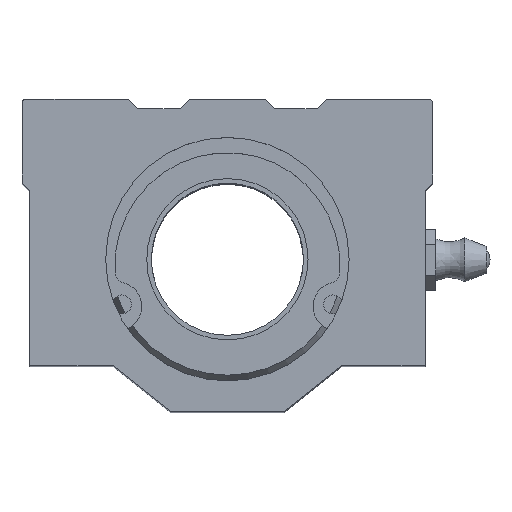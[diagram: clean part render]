
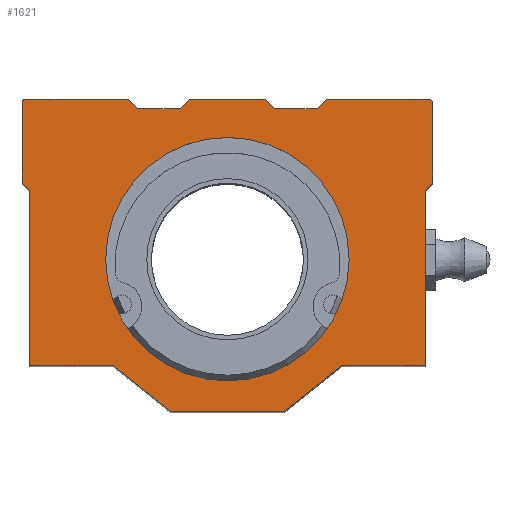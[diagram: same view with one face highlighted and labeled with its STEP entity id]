
A CAD part, top view. The second image highlights one B-rep face of the part: STEP entity #1621.
In plain terms, the highlighted planar face has unit normal (0, 0, 1).
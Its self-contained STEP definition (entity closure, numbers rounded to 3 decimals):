
#98=LINE('',#2728,#190);
#101=LINE('',#2734,#193);
#104=LINE('',#2740,#196);
#107=LINE('',#2750,#199);
#110=LINE('',#2756,#202);
#113=LINE('',#2762,#205);
#116=LINE('',#2768,#208);
#119=LINE('',#2778,#211);
#122=LINE('',#2784,#214);
#125=LINE('',#2790,#217);
#128=LINE('',#2796,#220);
#132=LINE('',#2812,#224);
#135=LINE('',#2818,#227);
#138=LINE('',#2824,#230);
#141=LINE('',#2830,#233);
#144=LINE('',#2836,#236);
#147=LINE('',#2842,#239);
#150=LINE('',#2848,#242);
#153=LINE('',#2854,#245);
#156=LINE('',#2864,#248);
#190=VECTOR('',#2190,1000.);
#193=VECTOR('',#2195,1000.);
#196=VECTOR('',#2200,1000.);
#199=VECTOR('',#2209,1000.);
#202=VECTOR('',#2214,1000.);
#205=VECTOR('',#2219,1000.);
#208=VECTOR('',#2224,1000.);
#211=VECTOR('',#2233,1000.);
#214=VECTOR('',#2238,1000.);
#217=VECTOR('',#2243,1000.);
#220=VECTOR('',#2248,1000.);
#224=VECTOR('',#2264,1000.);
#227=VECTOR('',#2269,1000.);
#230=VECTOR('',#2274,1000.);
#233=VECTOR('',#2279,1000.);
#236=VECTOR('',#2284,1000.);
#239=VECTOR('',#2289,1000.);
#242=VECTOR('',#2294,1000.);
#245=VECTOR('',#2299,1000.);
#248=VECTOR('',#2308,1000.);
#600=ORIENTED_EDGE('',*,*,#759,.T.);
#601=ORIENTED_EDGE('',*,*,#762,.T.);
#602=ORIENTED_EDGE('',*,*,#766,.T.);
#603=ORIENTED_EDGE('',*,*,#769,.T.);
#604=ORIENTED_EDGE('',*,*,#772,.T.);
#605=ORIENTED_EDGE('',*,*,#777,.T.);
#606=ORIENTED_EDGE('',*,*,#780,.T.);
#607=ORIENTED_EDGE('',*,*,#783,.T.);
#608=ORIENTED_EDGE('',*,*,#786,.T.);
#609=ORIENTED_EDGE('',*,*,#791,.T.);
#610=ORIENTED_EDGE('',*,*,#794,.T.);
#611=ORIENTED_EDGE('',*,*,#797,.T.);
#612=ORIENTED_EDGE('',*,*,#800,.T.);
#613=ORIENTED_EDGE('',*,*,#803,.T.);
#614=ORIENTED_EDGE('',*,*,#808,.T.);
#615=ORIENTED_EDGE('',*,*,#811,.T.);
#616=ORIENTED_EDGE('',*,*,#814,.T.);
#617=ORIENTED_EDGE('',*,*,#817,.T.);
#618=ORIENTED_EDGE('',*,*,#820,.T.);
#619=ORIENTED_EDGE('',*,*,#823,.T.);
#620=ORIENTED_EDGE('',*,*,#826,.T.);
#621=ORIENTED_EDGE('',*,*,#829,.T.);
#622=ORIENTED_EDGE('',*,*,#834,.T.);
#759=EDGE_CURVE('',#930,#930,#1055,.T.);
#762=EDGE_CURVE('',#933,#934,#1058,.T.);
#766=EDGE_CURVE('',#934,#937,#98,.T.);
#769=EDGE_CURVE('',#937,#939,#101,.T.);
#772=EDGE_CURVE('',#939,#941,#104,.T.);
#777=EDGE_CURVE('',#941,#945,#107,.T.);
#780=EDGE_CURVE('',#945,#947,#110,.T.);
#783=EDGE_CURVE('',#947,#949,#113,.T.);
#786=EDGE_CURVE('',#949,#951,#116,.T.);
#791=EDGE_CURVE('',#951,#955,#119,.T.);
#794=EDGE_CURVE('',#955,#957,#122,.T.);
#797=EDGE_CURVE('',#957,#959,#125,.T.);
#800=EDGE_CURVE('',#959,#961,#128,.T.);
#803=EDGE_CURVE('',#961,#963,#1064,.T.);
#808=EDGE_CURVE('',#963,#967,#132,.T.);
#811=EDGE_CURVE('',#967,#969,#135,.T.);
#814=EDGE_CURVE('',#969,#971,#138,.T.);
#817=EDGE_CURVE('',#971,#973,#141,.T.);
#820=EDGE_CURVE('',#973,#975,#144,.T.);
#823=EDGE_CURVE('',#975,#977,#147,.T.);
#826=EDGE_CURVE('',#977,#979,#150,.T.);
#829=EDGE_CURVE('',#979,#981,#153,.T.);
#834=EDGE_CURVE('',#981,#933,#156,.T.);
#930=VERTEX_POINT('',#2712);
#933=VERTEX_POINT('',#2720);
#934=VERTEX_POINT('',#2721);
#937=VERTEX_POINT('',#2729);
#939=VERTEX_POINT('',#2735);
#941=VERTEX_POINT('',#2741);
#945=VERTEX_POINT('',#2751);
#947=VERTEX_POINT('',#2757);
#949=VERTEX_POINT('',#2763);
#951=VERTEX_POINT('',#2769);
#955=VERTEX_POINT('',#2779);
#957=VERTEX_POINT('',#2785);
#959=VERTEX_POINT('',#2791);
#961=VERTEX_POINT('',#2797);
#963=VERTEX_POINT('',#2803);
#967=VERTEX_POINT('',#2813);
#969=VERTEX_POINT('',#2819);
#971=VERTEX_POINT('',#2825);
#973=VERTEX_POINT('',#2831);
#975=VERTEX_POINT('',#2837);
#977=VERTEX_POINT('',#2843);
#979=VERTEX_POINT('',#2849);
#981=VERTEX_POINT('',#2855);
#1055=CIRCLE('',#1822,16.);
#1058=CIRCLE('',#1827,0.5);
#1064=CIRCLE('',#1845,0.5);
#1236=EDGE_LOOP('',(#600));
#1237=EDGE_LOOP('',(#601,#602,#603,#604,#605,#606,#607,#608,#609,#610,#611,
#612,#613,#614,#615,#616,#617,#618,#619,#620,#621,#622));
#1432=FACE_BOUND('',#1236,.T.);
#1433=FACE_BOUND('',#1237,.T.);
#1528=PLANE('',#1861);
#1621=ADVANCED_FACE('',(#1432,#1433),#1528,.T.);
#1822=AXIS2_PLACEMENT_3D('',#2711,#2172,#2173);
#1827=AXIS2_PLACEMENT_3D('',#2719,#2182,#2183);
#1845=AXIS2_PLACEMENT_3D('',#2802,#2253,#2254);
#1861=AXIS2_PLACEMENT_3D('',#2867,#2312,#2313);
#2172=DIRECTION('',(0.,0.,-1.));
#2173=DIRECTION('',(-1.,0.,0.));
#2182=DIRECTION('',(0.,0.,1.));
#2183=DIRECTION('',(1.,0.,0.));
#2190=DIRECTION('',(0.,-1.,0.));
#2195=DIRECTION('',(0.707,-0.707,0.));
#2200=DIRECTION('',(0.,-1.,0.));
#2209=DIRECTION('',(1.,0.,0.));
#2214=DIRECTION('',(0.781,-0.625,0.));
#2219=DIRECTION('',(1.,0.,0.));
#2224=DIRECTION('',(0.781,0.625,0.));
#2233=DIRECTION('',(1.,0.,0.));
#2238=DIRECTION('',(0.,1.,0.));
#2243=DIRECTION('',(0.707,0.707,0.));
#2248=DIRECTION('',(0.,1.,0.));
#2253=DIRECTION('',(0.,0.,1.));
#2254=DIRECTION('',(1.,0.,0.));
#2264=DIRECTION('',(-1.,0.,0.));
#2269=DIRECTION('',(-0.707,-0.707,0.));
#2274=DIRECTION('',(-1.,0.,0.));
#2279=DIRECTION('',(-0.707,0.707,0.));
#2284=DIRECTION('',(-1.,0.,0.));
#2289=DIRECTION('',(-0.707,-0.707,0.));
#2294=DIRECTION('',(-1.,0.,0.));
#2299=DIRECTION('',(-0.707,0.707,0.));
#2308=DIRECTION('',(-1.,0.,0.));
#2312=DIRECTION('',(0.,0.,1.));
#2313=DIRECTION('',(1.,0.,0.));
#2711=CARTESIAN_POINT('',(0.,-21.,0.));
#2712=CARTESIAN_POINT('',(-16.,-21.,0.));
#2719=CARTESIAN_POINT('',(-26.5,-0.5,0.));
#2720=CARTESIAN_POINT('',(-26.5,0.,0.));
#2721=CARTESIAN_POINT('',(-27.,-0.5,0.));
#2728=CARTESIAN_POINT('',(-27.,-0.5,0.));
#2729=CARTESIAN_POINT('',(-27.,-11.,0.));
#2734=CARTESIAN_POINT('',(-27.,-11.,0.));
#2735=CARTESIAN_POINT('',(-26.,-12.,0.));
#2740=CARTESIAN_POINT('',(-26.,-12.,0.));
#2741=CARTESIAN_POINT('',(-26.,-35.,0.));
#2750=CARTESIAN_POINT('',(-26.,-35.,0.));
#2751=CARTESIAN_POINT('',(-15.,-35.,0.));
#2756=CARTESIAN_POINT('',(-15.,-35.,0.));
#2757=CARTESIAN_POINT('',(-7.5,-41.,0.));
#2762=CARTESIAN_POINT('',(-7.5,-41.,0.));
#2763=CARTESIAN_POINT('',(7.5,-41.,0.));
#2768=CARTESIAN_POINT('',(7.5,-41.,0.));
#2769=CARTESIAN_POINT('',(15.,-35.,0.));
#2778=CARTESIAN_POINT('',(15.,-35.,0.));
#2779=CARTESIAN_POINT('',(26.,-35.,0.));
#2784=CARTESIAN_POINT('',(26.,-35.,0.));
#2785=CARTESIAN_POINT('',(26.,-12.,0.));
#2790=CARTESIAN_POINT('',(26.,-12.,0.));
#2791=CARTESIAN_POINT('',(27.,-11.,0.));
#2796=CARTESIAN_POINT('',(27.,-11.,0.));
#2797=CARTESIAN_POINT('',(27.,-0.5,0.));
#2802=CARTESIAN_POINT('',(26.5,-0.5,0.));
#2803=CARTESIAN_POINT('',(26.5,0.,0.));
#2812=CARTESIAN_POINT('',(26.5,0.,0.));
#2813=CARTESIAN_POINT('',(13.,0.,0.));
#2818=CARTESIAN_POINT('',(13.,0.,0.));
#2819=CARTESIAN_POINT('',(11.8,-1.2,0.));
#2824=CARTESIAN_POINT('',(11.8,-1.2,0.));
#2825=CARTESIAN_POINT('',(6.2,-1.2,0.));
#2830=CARTESIAN_POINT('',(6.2,-1.2,0.));
#2831=CARTESIAN_POINT('',(5.,0.,0.));
#2836=CARTESIAN_POINT('',(5.,0.,0.));
#2837=CARTESIAN_POINT('',(-5.,0.,0.));
#2842=CARTESIAN_POINT('',(-5.,0.,0.));
#2843=CARTESIAN_POINT('',(-6.2,-1.2,0.));
#2848=CARTESIAN_POINT('',(-6.2,-1.2,0.));
#2849=CARTESIAN_POINT('',(-11.8,-1.2,0.));
#2854=CARTESIAN_POINT('',(-11.8,-1.2,0.));
#2855=CARTESIAN_POINT('',(-13.,0.,0.));
#2864=CARTESIAN_POINT('',(-13.,0.,0.));
#2867=CARTESIAN_POINT('',(-26.5,-0.5,0.));
